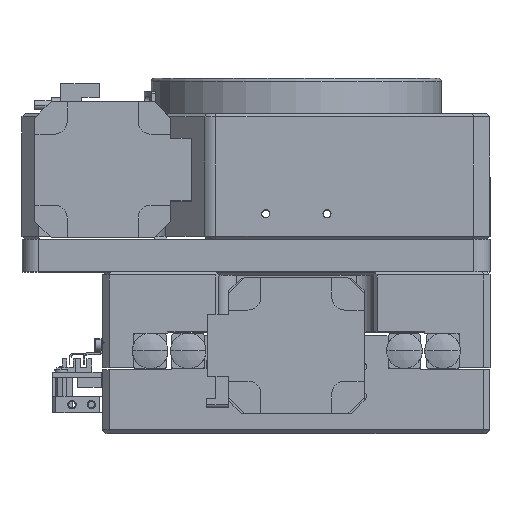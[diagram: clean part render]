
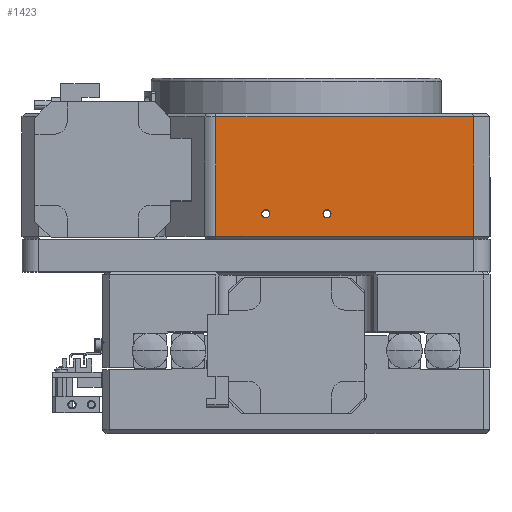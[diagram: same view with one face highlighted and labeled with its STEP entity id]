
A CAD part, top view. The second image highlights one B-rep face of the part: STEP entity #1423.
In plain terms, the highlighted planar face has unit normal (0, 0, 1).
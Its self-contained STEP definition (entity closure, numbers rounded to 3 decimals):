
#153 = VERTEX_POINT ( 'NONE', #37068 ) ;
#696 = CARTESIAN_POINT ( 'NONE',  ( -128.646, 351.926, -176.742 ) ) ;
#1322 = ORIENTED_EDGE ( 'NONE', *, *, #40249, .T. ) ;
#1423 = ADVANCED_FACE ( 'NONE', ( #42711, #22951, #36205 ), #22198, .F. ) ;
#1767 = CIRCLE ( 'NONE', #25442, 1.25 ) ;
#5609 = CARTESIAN_POINT ( 'NONE',  ( -148.896, 351.926, -176.742 ) ) ;
#6486 = EDGE_LOOP ( 'NONE', ( #23278, #25462, #26541, #1322 ) ) ;
#6656 = VERTEX_POINT ( 'NONE', #26288 ) ;
#7611 = DIRECTION ( 'NONE',  ( 1., 0., 0. ) ) ;
#7906 = CARTESIAN_POINT ( 'NONE',  ( -78.146, 382.926, -176.742 ) ) ;
#8875 = AXIS2_PLACEMENT_3D ( 'NONE', #30337, #15259, #41426 ) ;
#8913 = CARTESIAN_POINT ( 'NONE',  ( -83.146, 382.926, -176.742 ) ) ;
#9236 = LINE ( 'NONE', #24287, #13866 ) ;
#9352 = CARTESIAN_POINT ( 'NONE',  ( -163.075, 381.926, -176.742 ) ) ;
#9583 = CIRCLE ( 'NONE', #37158, 1.25 ) ;
#9655 = VERTEX_POINT ( 'NONE', #25709 ) ;
#10035 = AXIS2_PLACEMENT_3D ( 'NONE', #44794, #34523, #12045 ) ;
#11837 = DIRECTION ( 'NONE',  ( 0., -1., 0. ) ) ;
#12045 = DIRECTION ( 'NONE',  ( 1., 0., 0. ) ) ;
#12134 = CARTESIAN_POINT ( 'NONE',  ( -129.896, 351.926, -176.742 ) ) ;
#12886 = DIRECTION ( 'NONE',  ( -1., 0., 0. ) ) ;
#13260 = EDGE_CURVE ( 'NONE', #153, #27100, #19858, .T. ) ;
#13866 = VECTOR ( 'NONE', #39341, 1000. ) ;
#14904 = VERTEX_POINT ( 'NONE', #39052 ) ;
#15259 = DIRECTION ( 'NONE',  ( 0., 0., 1. ) ) ;
#15745 = DIRECTION ( 'NONE',  ( 0., 0., 1. ) ) ;
#16457 = EDGE_CURVE ( 'NONE', #19909, #26177, #48442, .T. ) ;
#16598 = AXIS2_PLACEMENT_3D ( 'NONE', #7906, #24614, #12886 ) ;
#18374 = EDGE_CURVE ( 'NONE', #14904, #6656, #23965, .T. ) ;
#18612 = VERTEX_POINT ( 'NONE', #27359 ) ;
#18816 = EDGE_LOOP ( 'NONE', ( #46975, #36303 ) ) ;
#19858 = CIRCLE ( 'NONE', #8875, 1.25 ) ;
#19909 = VERTEX_POINT ( 'NONE', #47181 ) ;
#19945 = DIRECTION ( 'NONE',  ( 0., 0., 1. ) ) ;
#20437 = EDGE_CURVE ( 'NONE', #27100, #153, #9583, .T. ) ;
#20494 = CARTESIAN_POINT ( 'NONE',  ( -147.646, 351.926, -176.742 ) ) ;
#21166 = VECTOR ( 'NONE', #11837, 1000. ) ;
#22198 = PLANE ( 'NONE',  #16598 ) ;
#22460 = ORIENTED_EDGE ( 'NONE', *, *, #33831, .F. ) ;
#22951 = FACE_BOUND ( 'NONE', #18816, .T. ) ;
#23278 = ORIENTED_EDGE ( 'NONE', *, *, #31322, .T. ) ;
#23965 = LINE ( 'NONE', #8913, #35395 ) ;
#24287 = CARTESIAN_POINT ( 'NONE',  ( -78.146, 344.926, -176.742 ) ) ;
#24406 = DIRECTION ( 'NONE',  ( -1., 0., 0. ) ) ;
#24614 = DIRECTION ( 'NONE',  ( 0., 0., -1. ) ) ;
#25442 = AXIS2_PLACEMENT_3D ( 'NONE', #696, #15745, #30813 ) ;
#25462 = ORIENTED_EDGE ( 'NONE', *, *, #31133, .T. ) ;
#25709 = CARTESIAN_POINT ( 'NONE',  ( -163.075, 344.926, -176.742 ) ) ;
#26177 = VERTEX_POINT ( 'NONE', #12134 ) ;
#26288 = CARTESIAN_POINT ( 'NONE',  ( -83.146, 381.926, -176.742 ) ) ;
#26541 = ORIENTED_EDGE ( 'NONE', *, *, #18374, .T. ) ;
#27100 = VERTEX_POINT ( 'NONE', #5609 ) ;
#27359 = CARTESIAN_POINT ( 'NONE',  ( -163.075, 381.926, -176.742 ) ) ;
#27690 = DIRECTION ( 'NONE',  ( 0., 1., 0. ) ) ;
#30337 = CARTESIAN_POINT ( 'NONE',  ( -147.646, 351.926, -176.742 ) ) ;
#30620 = LINE ( 'NONE', #45675, #21166 ) ;
#30813 = DIRECTION ( 'NONE',  ( 1., 0., 0. ) ) ;
#31133 = EDGE_CURVE ( 'NONE', #9655, #14904, #9236, .T. ) ;
#31322 = EDGE_CURVE ( 'NONE', #18612, #9655, #30620, .T. ) ;
#33831 = EDGE_CURVE ( 'NONE', #26177, #19909, #1767, .T. ) ;
#34107 = ORIENTED_EDGE ( 'NONE', *, *, #16457, .F. ) ;
#34523 = DIRECTION ( 'NONE',  ( 0., 0., 1. ) ) ;
#34534 = EDGE_LOOP ( 'NONE', ( #34107, #22460 ) ) ;
#35395 = VECTOR ( 'NONE', #27690, 1000. ) ;
#36205 = FACE_OUTER_BOUND ( 'NONE', #6486, .T. ) ;
#36303 = ORIENTED_EDGE ( 'NONE', *, *, #20437, .F. ) ;
#37068 = CARTESIAN_POINT ( 'NONE',  ( -146.396, 351.926, -176.742 ) ) ;
#37158 = AXIS2_PLACEMENT_3D ( 'NONE', #20494, #19945, #7611 ) ;
#39052 = CARTESIAN_POINT ( 'NONE',  ( -83.146, 344.926, -176.742 ) ) ;
#39341 = DIRECTION ( 'NONE',  ( 1., 0., 0. ) ) ;
#40249 = EDGE_CURVE ( 'NONE', #6656, #18612, #43158, .T. ) ;
#41426 = DIRECTION ( 'NONE',  ( 1., 0., 0. ) ) ;
#42137 = VECTOR ( 'NONE', #24406, 1000. ) ;
#42711 = FACE_BOUND ( 'NONE', #34534, .T. ) ;
#43158 = LINE ( 'NONE', #9352, #42137 ) ;
#44794 = CARTESIAN_POINT ( 'NONE',  ( -128.646, 351.926, -176.742 ) ) ;
#45675 = CARTESIAN_POINT ( 'NONE',  ( -163.075, 343.926, -176.742 ) ) ;
#46975 = ORIENTED_EDGE ( 'NONE', *, *, #13260, .F. ) ;
#47181 = CARTESIAN_POINT ( 'NONE',  ( -127.396, 351.926, -176.742 ) ) ;
#48442 = CIRCLE ( 'NONE', #10035, 1.25 ) ;
